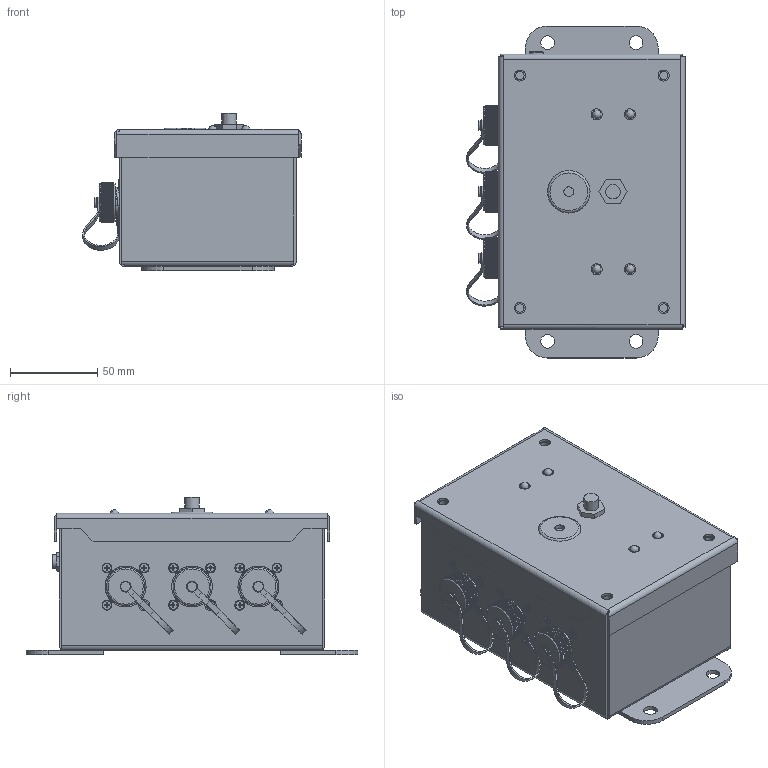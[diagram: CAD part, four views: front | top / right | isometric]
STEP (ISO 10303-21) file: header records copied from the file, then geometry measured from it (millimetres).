
FILE_DESCRIPTION((''),'2;1');
FILE_NAME('MBOX-0996-XX.stp','2013-09-17T15:01:49',('dlachman'),(''),'Autodesk Inventor 2011','Autodesk Inventor 2011','');
FILE_SCHEMA(('AUTOMOTIVE_DESIGN { 1 0 10303 214 1 1 1 1 }'));
Length unit declared in the file: inch
Products named in the file (8): MBOX-0999-XX-NEW; MBOX-0986-XX; MBOX-0986-XX_SHELL; MBOX-0986-XX_COVER; MBOX-0985-ASSY1; MLED-0004-XX; MLED-0005-XX; MBOX-0996-ASS2
Assembly tree (9 placements, depth 3):
  MBOX-0999-XX-NEW
    MBOX-0986-XX
      MBOX-0986-XX_SHELL
      MBOX-0986-XX_COVER
    MBOX-0985-ASSY1
    MLED-0004-XX  x2
    MLED-0005-XX  x2
    MBOX-0996-ASS2
Bounding box: 125.32 x 190.5 x 90.22 mm (x, y, z)
Volume: 160887.6 mm3; surface area: 212059.1 mm2
Topology: 24 solids, 24 shells, 4895 faces, 10752 edges, 6028 vertices
Faces by surface type: plane 3964, cylinder 631, cone 253, bspline 27, torus 16, sphere 4
Full cylindrical faces by diameter (mm): 1.473 x4, 1.524 x1, 1.588 x3, 2.845 x36, 3.175 x3, 3.18 x12, 3.327 x12, 4.826 x5, 4.877 x4, 4.953 x12, 5.029 x4, 5.588 x1, 5.69 x3, 5.842 x2, 6.274 x4, 6.35 x12, 7.061 x4, 7.62 x4, 7.849 x1, 7.874 x1, 7.925 x4, 7.938 x1, 8.306 x1, 8.56 x1, 10.185 x4, 11.074 x1, 12.7 x1, 14.58 x15, 15.29 x1, 15.875 x4
Entity records: 137714 total; most frequent: CARTESIAN_POINT 40456, ORIENTED_EDGE 20718, DIRECTION 20652, EDGE_CURVE 10359, AXIS2_PLACEMENT_3D 7140, VECTOR 6372, LINE 6372, VERTEX_POINT 5929
